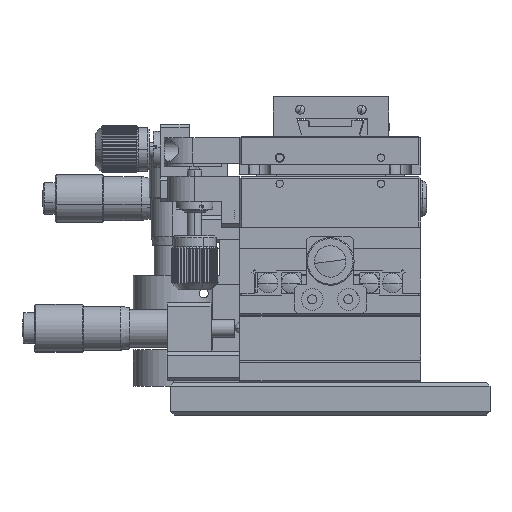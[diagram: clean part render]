
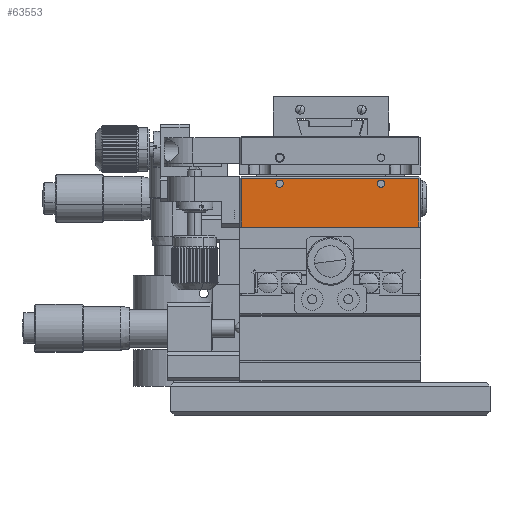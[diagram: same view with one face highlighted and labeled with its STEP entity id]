
A CAD part, front view. The second image highlights one B-rep face of the part: STEP entity #63553.
In plain terms, the highlighted planar face has unit normal (0, -1, 0).
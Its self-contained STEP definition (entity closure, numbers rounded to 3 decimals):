
#410 = DIRECTION ( 'NONE',  ( 1., 0., 0. ) ) ;
#509 = EDGE_CURVE ( 'NONE', #55358, #33060, #57344, .T. ) ;
#3060 = VERTEX_POINT ( 'NONE', #3591 ) ;
#3073 = DIRECTION ( 'NONE',  ( 0., 0., 1. ) ) ;
#3591 = CARTESIAN_POINT ( 'NONE',  ( -12.421, -29.035, 23.723 ) ) ;
#3786 = AXIS2_PLACEMENT_3D ( 'NONE', #13212, #38991, #3073 ) ;
#4780 = EDGE_LOOP ( 'NONE', ( #47788, #50882 ) ) ;
#6128 = AXIS2_PLACEMENT_3D ( 'NONE', #13000, #57276, #48694 ) ;
#6495 = EDGE_CURVE ( 'NONE', #14710, #3060, #53443, .T. ) ;
#6825 = CARTESIAN_POINT ( 'NONE',  ( -1.921, -29.035, 22.223 ) ) ;
#9266 = VECTOR ( 'NONE', #38773, 1000. ) ;
#9745 = EDGE_CURVE ( 'NONE', #32556, #49817, #15176, .T. ) ;
#10217 = CARTESIAN_POINT ( 'NONE',  ( 26.079, -29.035, 23.248 ) ) ;
#11906 = CARTESIAN_POINT ( 'NONE',  ( 36.579, -29.035, 23.723 ) ) ;
#12091 = AXIS2_PLACEMENT_3D ( 'NONE', #56709, #31135, #51447 ) ;
#12349 = ORIENTED_EDGE ( 'NONE', *, *, #9745, .T. ) ;
#13000 = CARTESIAN_POINT ( 'NONE',  ( 26.079, -29.035, 22.223 ) ) ;
#13212 = CARTESIAN_POINT ( 'NONE',  ( -1.921, -29.035, 22.223 ) ) ;
#14378 = CARTESIAN_POINT ( 'NONE',  ( 26.079, -29.035, 21.198 ) ) ;
#14710 = VERTEX_POINT ( 'NONE', #11906 ) ;
#14903 = VECTOR ( 'NONE', #61805, 1000. ) ;
#15176 = LINE ( 'NONE', #30562, #32422 ) ;
#15407 = AXIS2_PLACEMENT_3D ( 'NONE', #61788, #61354, #47208 ) ;
#22057 = DIRECTION ( 'NONE',  ( 0., 1., 0. ) ) ;
#24528 = CARTESIAN_POINT ( 'NONE',  ( 36.579, -29.035, 10.223 ) ) ;
#25465 = CARTESIAN_POINT ( 'NONE',  ( -1.921, -29.035, 23.248 ) ) ;
#27422 = FACE_BOUND ( 'NONE', #4780, .T. ) ;
#27650 = EDGE_CURVE ( 'NONE', #33452, #51130, #43714, .T. ) ;
#29352 = EDGE_CURVE ( 'NONE', #51130, #33452, #31613, .T. ) ;
#30562 = CARTESIAN_POINT ( 'NONE',  ( 37.079, -29.035, 10.223 ) ) ;
#31135 = DIRECTION ( 'NONE',  ( 0., 1., 0. ) ) ;
#31300 = PLANE ( 'NONE',  #15407 ) ;
#31613 = CIRCLE ( 'NONE', #12091, 1.025 ) ;
#31966 = CARTESIAN_POINT ( 'NONE',  ( -12.921, -29.035, 23.723 ) ) ;
#32422 = VECTOR ( 'NONE', #410, 1000. ) ;
#32556 = VERTEX_POINT ( 'NONE', #41030 ) ;
#32837 = EDGE_LOOP ( 'NONE', ( #56881, #35467 ) ) ;
#33060 = VERTEX_POINT ( 'NONE', #25465 ) ;
#33452 = VERTEX_POINT ( 'NONE', #14378 ) ;
#33962 = EDGE_CURVE ( 'NONE', #3060, #32556, #51829, .T. ) ;
#35467 = ORIENTED_EDGE ( 'NONE', *, *, #509, .T. ) ;
#35886 = ORIENTED_EDGE ( 'NONE', *, *, #6495, .T. ) ;
#36984 = FACE_BOUND ( 'NONE', #32837, .T. ) ;
#38272 = DIRECTION ( 'NONE',  ( 0., 0., 1. ) ) ;
#38521 = VECTOR ( 'NONE', #38272, 1000. ) ;
#38773 = DIRECTION ( 'NONE',  ( 0., 0., -1. ) ) ;
#38991 = DIRECTION ( 'NONE',  ( 0., 1., 0. ) ) ;
#41030 = CARTESIAN_POINT ( 'NONE',  ( -12.421, -29.035, 10.223 ) ) ;
#42271 = CARTESIAN_POINT ( 'NONE',  ( -1.921, -29.035, 21.198 ) ) ;
#42467 = EDGE_CURVE ( 'NONE', #49817, #14710, #51895, .T. ) ;
#42919 = ORIENTED_EDGE ( 'NONE', *, *, #42467, .T. ) ;
#43714 = CIRCLE ( 'NONE', #6128, 1.025 ) ;
#45015 = CIRCLE ( 'NONE', #58311, 1.025 ) ;
#47208 = DIRECTION ( 'NONE',  ( 0., 0., 1. ) ) ;
#47788 = ORIENTED_EDGE ( 'NONE', *, *, #29352, .T. ) ;
#48694 = DIRECTION ( 'NONE',  ( 0., 0., 1. ) ) ;
#48827 = CARTESIAN_POINT ( 'NONE',  ( 36.579, -29.035, 24.223 ) ) ;
#49817 = VERTEX_POINT ( 'NONE', #24528 ) ;
#50882 = ORIENTED_EDGE ( 'NONE', *, *, #27650, .T. ) ;
#51130 = VERTEX_POINT ( 'NONE', #10217 ) ;
#51447 = DIRECTION ( 'NONE',  ( 0., 0., 1. ) ) ;
#51829 = LINE ( 'NONE', #64317, #9266 ) ;
#51895 = LINE ( 'NONE', #48827, #38521 ) ;
#53443 = LINE ( 'NONE', #31966, #14903 ) ;
#55358 = VERTEX_POINT ( 'NONE', #42271 ) ;
#56709 = CARTESIAN_POINT ( 'NONE',  ( 26.079, -29.035, 22.223 ) ) ;
#56881 = ORIENTED_EDGE ( 'NONE', *, *, #61814, .T. ) ;
#57266 = DIRECTION ( 'NONE',  ( 0., 0., 1. ) ) ;
#57276 = DIRECTION ( 'NONE',  ( 0., 1., 0. ) ) ;
#57344 = CIRCLE ( 'NONE', #3786, 1.025 ) ;
#58311 = AXIS2_PLACEMENT_3D ( 'NONE', #6825, #22057, #57266 ) ;
#60175 = EDGE_LOOP ( 'NONE', ( #12349, #42919, #35886, #63168 ) ) ;
#61354 = DIRECTION ( 'NONE',  ( 0., 1., 0. ) ) ;
#61788 = CARTESIAN_POINT ( 'NONE',  ( 37.079, -29.035, 24.223 ) ) ;
#61805 = DIRECTION ( 'NONE',  ( -1., 0., 0. ) ) ;
#61814 = EDGE_CURVE ( 'NONE', #33060, #55358, #45015, .T. ) ;
#62218 = FACE_OUTER_BOUND ( 'NONE', #60175, .T. ) ;
#63168 = ORIENTED_EDGE ( 'NONE', *, *, #33962, .T. ) ;
#63553 = ADVANCED_FACE ( 'NONE', ( #36984, #27422, #62218 ), #31300, .F. ) ;
#64317 = CARTESIAN_POINT ( 'NONE',  ( -12.421, -29.035, 24.223 ) ) ;
